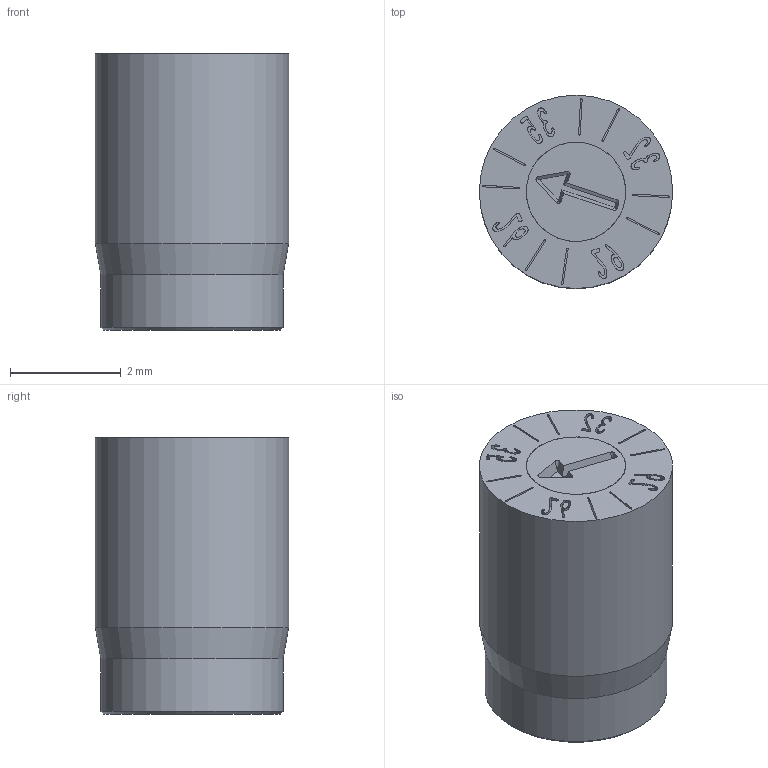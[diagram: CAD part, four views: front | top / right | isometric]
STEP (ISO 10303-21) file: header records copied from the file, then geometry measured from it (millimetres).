
FILE_DESCRIPTION(/* description */ (''),/* implementation_level */ '2;1');
FILE_NAME(/* name */ 'Dati-1300_C$3,5$00.stp',/* time_stamp */ '2025-08-13T17:07:06+02:00',/* author */ ('olafg'),/* organization */ (''),/* preprocessor_version */ 'ST-DEVELOPER v20',/* originating_system */ 'Autodesk Inventor 2024',/* authorisation */ '');
FILE_SCHEMA (('AUTOMOTIVE_DESIGN { 1 0 10303 214 3 1 1 }'));
Length unit declared in the file: millimetre
Products named in the file (3): Zusammenbau CC 1303,5; 1003,5-01-00 Hülse; 1303,5-05-00 Stelleinsatz
Assembly tree (2 placements, depth 2):
  Zusammenbau CC 1303,5
    1003,5-01-00 Hülse
    1303,5-05-00 Stelleinsatz
Bounding box: 3.5 x 3.5 x 5 mm (x, y, z)
Volume: 42.5 mm3; surface area: 124.6 mm2
Topology: 2 solids, 2 shells, 252 faces, 683 edges, 451 vertices
Faces by surface type: bspline 157, plane 80, cone 8, cylinder 6, torus 1
Full cylindrical faces by diameter (mm): 1.1 x2, 1.8 x2, 3.3 x1, 3.5 x1
Entity records: 8816 total; most frequent: CARTESIAN_POINT 3448, ORIENTED_EDGE 1356, EDGE_CURVE 678, DIRECTION 588, VERTEX_POINT 451, LINE 340, VECTOR 340, B_SPLINE_CURVE_WITH_KNOTS 314
